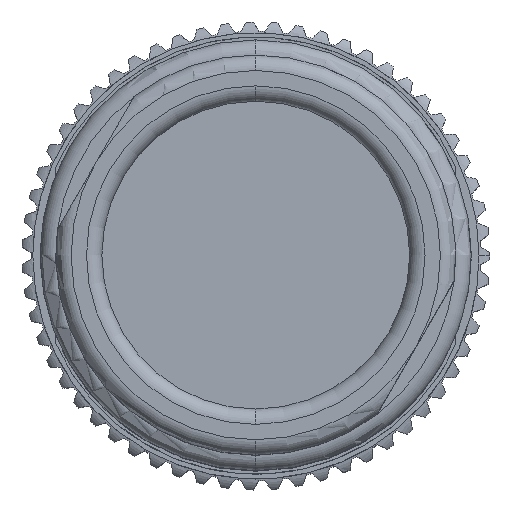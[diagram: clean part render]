
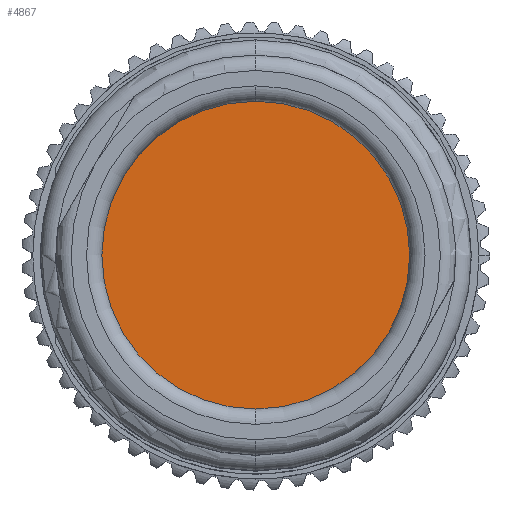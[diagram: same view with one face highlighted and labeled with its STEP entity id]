
A CAD part, top view. The second image highlights one B-rep face of the part: STEP entity #4867.
In plain terms, the highlighted planar face has unit normal (0, 0, 1).
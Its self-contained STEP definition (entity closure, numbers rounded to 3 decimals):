
#4847=AXIS2_PLACEMENT_3D('Plane Axis2P3D',#4844,#4845,#4846) ;
#4851=AXIS2_PLACEMENT_3D('Circle Axis2P3D',#4849,#4850,$) ;
#4860=AXIS2_PLACEMENT_3D('Circle Axis2P3D',#4858,#4859,$) ;
#4844=CARTESIAN_POINT('Axis2P3D Location',(7.59,7.595,34.4)) ;
#4849=CARTESIAN_POINT('Axis2P3D Location',(7.59,7.595,34.4)) ;
#4853=CARTESIAN_POINT('Vertex',(7.59,2.595,34.4)) ;
#4855=CARTESIAN_POINT('Vertex',(7.59,12.595,34.4)) ;
#4858=CARTESIAN_POINT('Axis2P3D Location',(7.59,7.595,34.4)) ;
#4845=DIRECTION('Axis2P3D Direction',(0.,0.,-1.)) ;
#4846=DIRECTION('Axis2P3D XDirection',(0.,-1.,0.)) ;
#4850=DIRECTION('Axis2P3D Direction',(0.,0.,-1.)) ;
#4859=DIRECTION('Axis2P3D Direction',(0.,0.,-1.)) ;
#4864=ORIENTED_EDGE('',*,*,#4857,.F.) ;
#4865=ORIENTED_EDGE('',*,*,#4862,.F.) ;
#4867=ADVANCED_FACE('Hauptk\X2\00F6\X0\rper',(#4866),#4848,.F.) ;
#4852=CIRCLE('generated circle',#4851,5.) ;
#4861=CIRCLE('generated circle',#4860,5.) ;
#4857=EDGE_CURVE('',#4854,#4856,#4852,.T.) ;
#4862=EDGE_CURVE('',#4856,#4854,#4861,.T.) ;
#4863=EDGE_LOOP('',(#4864,#4865)) ;
#4866=FACE_OUTER_BOUND('',#4863,.T.) ;
#4848=PLANE('',#4847) ;
#4854=VERTEX_POINT('',#4853) ;
#4856=VERTEX_POINT('',#4855) ;
